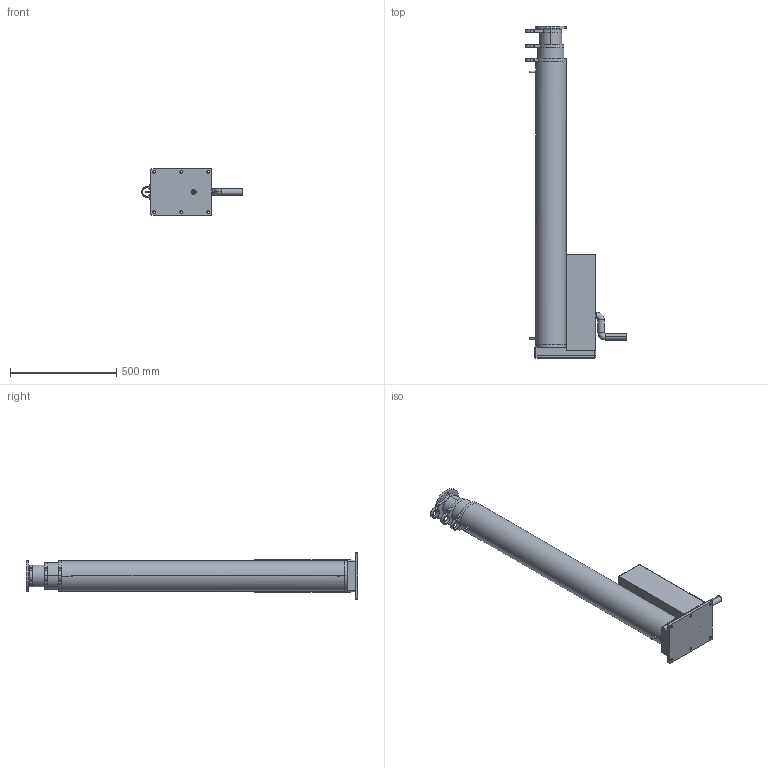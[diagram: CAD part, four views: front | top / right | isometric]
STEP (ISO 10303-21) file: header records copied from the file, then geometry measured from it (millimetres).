
FILE_DESCRIPTION (( 'STEP AP203' ), '1' );
FILE_NAME ('RLD145-15HB-6.4KN-R3500-S3-75mm-s.STEP', '2025-02-10T06:41:57', ( '微软用户' ), ( '微软中国' ), 'SwSTEP 2.0', 'SolidWorks 2022', '' );
FILE_SCHEMA (( 'CONFIG_CONTROL_DESIGN' ));
Length unit declared in the file: millimetre
Products named in the file (48): 31090527--1-SOL000_1_1_1_1.stp; PW90垂直输出-1 19-70-90-M6.STEP; _1-SO-417070001_1_1_1.stp; 零件74^RLD145-15HB-6.4KN-R3500-S3-75mm-s; 复件 240413-RG-145多节缸第一节缸筒^RLD145-15HB-6.4KN-R3500-S3-75mm-s; 31740002--1-SOLI00_1_1_1_1.stp; _1-SO-983650001_1_1_1.stp; 22010113--1-SOLI00_1_1_1_1.stp; 复件 240413-RG-145多节缸第三节缸筒^RLD145-15HB-6.4KN-R3500-S3-75mm-s; _1-SO-403340001_1_1_1.stp; MS1H4-75B30CB-A334Z_ASM_1-37940_ASM.stp; 手摇杆; PW90垂直输出-1L2 19-70-90-M6; PGH090-L2 19-70-90-M6.STEP; PW90垂直输出-1L2 19-70-90-M6.STEP; 复件 240413-RG-145多节缸轴承座^RLD145-15HB-6.4KN-R3500-S3-75mm-s; 31090537--1-SOL000_1_1_1_1.stp; _1-SO-742120001_1_1_1.stp; _1-SO-424920001_1_1_1.stp; _1-SO-417760001_1_1_1.stp; _1-SO-93600001_1_1_1.stp; _1-SO-731880001_1_1_1.stp; RLD145-15HB-6.4KN-R3500-S3-75mm-s; 零件75^RLD145-15HB-6.4KN-R3500-S3-75mm-s; _80-1-SO0001_1_1_1_1.stp; _1-SO-95990001_1_1_1.stp; 1-295230_1_1_1.stp; 31090651--MS1H4-750001_1_1_1.stp; MS1H4-75B30CB-(x)334Z.stp; _1-SO-404410001_1_1_1.stp; MS1H4-75B30CB-A334Z-S_ASM_1_ASM.stp; MS1H4-75B30CB-A334Z_ASM_1-37904_ASM.stp; 30_1_1_1_1.stp; 复件 240413-RG-145多节缸箱体盖板^RLD145-15HB-6.4KN-R3500-S3-75mm-s; _1-SO-158220001_1_1_1.stp; 750W-3000带刹车; _1-SO-421760001_1_1_1.stp; _1-SO-740050001_1_1_1.stp; 22060240_3_1_1_1.stp; _1-SO-573050001_1_1_1.stp ...
Assembly tree (48 placements, depth 8):
  RLD145-15HB-6.4KN-R3500-S3-75mm-s
    复件 240413-RG-145多节缸箱体盖板^RLD145-15HB-6.4KN-R3500-S3-75mm-s
    复件 240413-RG-145多节缸轴承座^RLD145-15HB-6.4KN-R3500-S3-75mm-s
    复件 240413-RG-145多节缸第二节缸筒^RLD145-15HB-6.4KN-R3500-S3-75mm-s
    复件 240413-RG-145多节缸第三节缸筒^RLD145-15HB-6.4KN-R3500-S3-75mm-s
    复件 240413-RG-145多节缸第四节缸筒^RLD145-15HB-6.4KN-R3500-S3-75mm-s
    复件 240413-RG-145多节缸第一节缸筒^RLD145-15HB-6.4KN-R3500-S3-75mm-s
    PW90垂直输出-1L2 19-70-90-M6
      PW90垂直输出-1L2 19-70-90-M6.STEP
        PW90垂直输出-1 19-70-90-M6.STEP
        PGH090-L2 19-70-90-M6.STEP
    零件72^RLD145-15HB-6.4KN-R3500-S3-75mm-s
    零件73^RLD145-15HB-6.4KN-R3500-S3-75mm-s
    零件74^RLD145-15HB-6.4KN-R3500-S3-75mm-s
    手摇杆
    零件75^RLD145-15HB-6.4KN-R3500-S3-75mm-s
    750W-3000带刹车
      MS1H4-75B30CB-(x)334Z.stp
        MS1H4-75B30CB-A334Z-S_ASM_1_ASM.stp
          MS1H4-75B30CB-A334Z_ASM_1-37940_ASM.stp
            MS1H4-75B30CB-A334Z_ASM_1-37904_ASM.stp
              MS1H4-75B30CB-A334Z_1_ASM_1_ASM_ASM.stp
                _1-SO-93600001_1_1_1.stp
                _1-SO-95990001_1_1_1.stp
                _1-SO-158220001_1_1_1.stp
                31090527--1-SOL000_1_1_1_1.stp
                1-295230_1_1_1.stp
                31740002--1-SOLI00_1_1_1_1.stp
                _1-SO-403340001_1_1_1.stp
                _1-SO-404410001_1_1_1.stp
                31090537--1-SOL000_1_1_1_1.stp
                _80-1-SO0001_1_1_1_1.stp
                _1-SO-417070001_1_1_1.stp
                _1-SO-417760001_1_1_1.stp
                _1-SO-421760001_1_1_1.stp
                _1-SO-424920001_1_1_1.stp
                30_1_1_1_1.stp
                1-543110_1_1_1.stp
                _1-SO-573050001_1_1_1.stp
                31090651--MS1H4-750001_1_1_1.stp
                22010113--1-SOLI00_1_1_1_1.stp
                _1-SO-731880001_1_1_1.stp
                _1-SO-740050001_1_1_1.stp
                _1-SO-742120001_1_1_1.stp
                _1-SO-983650001_1_1_1.stp
          21E8-005-1072-P4_1_1_1_1.stp
          21E8-005-1073-P4_1_1_1_1.stp
          22060240_3_1_1_1.stp  x2
Bounding box: 476 x 1560 x 220 mm (x, y, z)
Volume: 12521344.8 mm3; surface area: 5049755.4 mm2
Topology: 43 solids, 50 shells, 2772 faces, 7220 edges, 4606 vertices
Faces by surface type: plane 1370, cylinder 975, cone 231, torus 106, bspline 82, sphere 8
Entity records: 107462 total; most frequent: CARTESIAN_POINT 37455, ORIENTED_EDGE 14104, DIRECTION 12402, EDGE_CURVE 7058, VERTEX_POINT 4562, AXIS2_PLACEMENT_3D 4384, LINE 3634, VECTOR 3634
